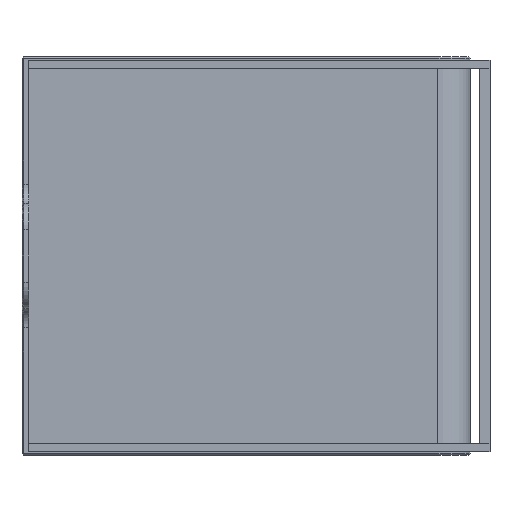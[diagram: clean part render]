
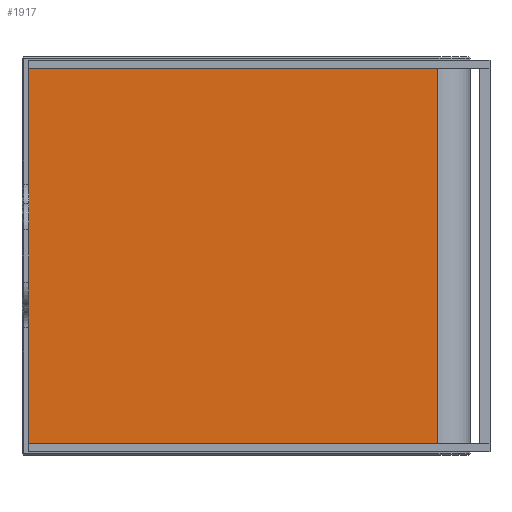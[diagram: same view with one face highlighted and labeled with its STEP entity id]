
A CAD part, left-side view. The second image highlights one B-rep face of the part: STEP entity #1917.
In plain terms, the highlighted planar face has unit normal (-1, 0, 0).
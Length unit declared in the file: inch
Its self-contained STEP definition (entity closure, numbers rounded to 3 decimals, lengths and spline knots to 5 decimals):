
#168=FACE_OUTER_BOUND('',#284,.T.);
#284=EDGE_LOOP('',(#1442,#1443,#1444,#1445));
#456=LINE('',#2953,#674);
#457=LINE('',#2955,#675);
#458=LINE('',#2957,#676);
#459=LINE('',#2958,#677);
#674=VECTOR('',#2373,0.3937);
#675=VECTOR('',#2374,0.3937);
#676=VECTOR('',#2375,0.3937);
#677=VECTOR('',#2376,0.3937);
#868=VERTEX_POINT('',#2951);
#869=VERTEX_POINT('',#2952);
#870=VERTEX_POINT('',#2954);
#871=VERTEX_POINT('',#2956);
#1072=EDGE_CURVE('',#868,#869,#456,.T.);
#1073=EDGE_CURVE('',#870,#869,#457,.T.);
#1074=EDGE_CURVE('',#870,#871,#458,.T.);
#1075=EDGE_CURVE('',#871,#868,#459,.T.);
#1442=ORIENTED_EDGE('',*,*,#1072,.T.);
#1443=ORIENTED_EDGE('',*,*,#1073,.F.);
#1444=ORIENTED_EDGE('',*,*,#1074,.T.);
#1445=ORIENTED_EDGE('',*,*,#1075,.T.);
#1834=PLANE('',#2061);
#1917=ADVANCED_FACE('',(#168),#1834,.T.);
#2061=AXIS2_PLACEMENT_3D('',#2950,#2371,#2372);
#2371=DIRECTION('center_axis',(-1.,0.,0.));
#2372=DIRECTION('ref_axis',(0.,0.,1.));
#2373=DIRECTION('',(0.,0.,-1.));
#2374=DIRECTION('',(0.,1.,0.));
#2375=DIRECTION('',(0.,0.,1.));
#2376=DIRECTION('',(0.,1.,0.));
#2950=CARTESIAN_POINT('Origin',(1.6625,1.,-7.33));
#2951=CARTESIAN_POINT('',(1.6625,8.825,0.17));
#2952=CARTESIAN_POINT('',(1.6625,8.825,-7.33));
#2953=CARTESIAN_POINT('',(1.6625,8.825,-5.455));
#2954=CARTESIAN_POINT('',(1.6625,1.,-7.33));
#2955=CARTESIAN_POINT('',(1.6625,1.,-7.33));
#2956=CARTESIAN_POINT('',(1.6625,1.,0.17));
#2957=CARTESIAN_POINT('',(1.6625,1.,0.));
#2958=CARTESIAN_POINT('',(1.6625,1.,0.17));
